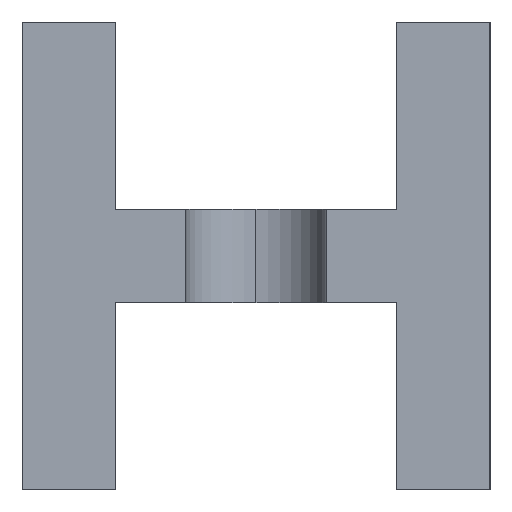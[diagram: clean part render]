
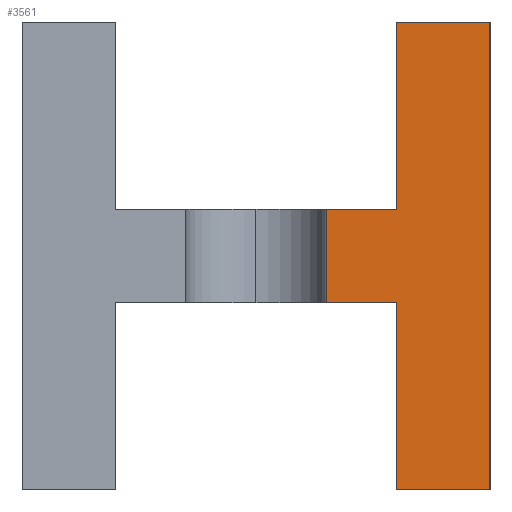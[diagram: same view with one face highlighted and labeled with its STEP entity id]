
A CAD part, left-side view. The second image highlights one B-rep face of the part: STEP entity #3561.
In plain terms, the highlighted planar face has unit normal (-1, 0, 0).
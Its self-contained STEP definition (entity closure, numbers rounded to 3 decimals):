
#50 = CARTESIAN_POINT ( 'NONE',  ( 0., 2., 4. ) ) ;
#141 = DIRECTION ( 'NONE',  ( 0., 0., 1. ) ) ;
#165 = CARTESIAN_POINT ( 'NONE',  ( 0., 2., 10. ) ) ;
#168 = VERTEX_POINT ( 'NONE', #1134 ) ;
#206 = ORIENTED_EDGE ( 'NONE', *, *, #1055, .F. ) ;
#249 = CARTESIAN_POINT ( 'NONE',  ( 0., 8., 4. ) ) ;
#262 = ORIENTED_EDGE ( 'NONE', *, *, #352, .F. ) ;
#277 = CARTESIAN_POINT ( 'NONE',  ( 0., 3.5, 4. ) ) ;
#320 = VERTEX_POINT ( 'NONE', #1698 ) ;
#352 = EDGE_CURVE ( 'NONE', #2677, #1030, #1121, .T. ) ;
#393 = CARTESIAN_POINT ( 'NONE',  ( 0., 0., 0. ) ) ;
#456 = VERTEX_POINT ( 'NONE', #2331 ) ;
#491 = EDGE_LOOP ( 'NONE', ( #262, #206, #3089, #2302, #2183, #2178, #2129, #2031 ) ) ;
#542 = DIRECTION ( 'NONE',  ( 0., -1., 0. ) ) ;
#615 = VERTEX_POINT ( 'NONE', #3117 ) ;
#730 = DIRECTION ( 'NONE',  ( 0., 0., 1. ) ) ;
#738 = VECTOR ( 'NONE', #2206, 1000. ) ;
#842 = LINE ( 'NONE', #1601, #738 ) ;
#854 = CARTESIAN_POINT ( 'NONE',  ( 0., 3.5, 6. ) ) ;
#973 = LINE ( 'NONE', #2566, #3416 ) ;
#1030 = VERTEX_POINT ( 'NONE', #854 ) ;
#1055 = EDGE_CURVE ( 'NONE', #615, #2677, #1993, .T. ) ;
#1064 = PLANE ( 'NONE',  #1856 ) ;
#1085 = VECTOR ( 'NONE', #1878, 1000. ) ;
#1121 = LINE ( 'NONE', #1835, #1085 ) ;
#1134 = CARTESIAN_POINT ( 'NONE',  ( 0., 0., 10. ) ) ;
#1194 = VECTOR ( 'NONE', #1267, 1000. ) ;
#1214 = EDGE_CURVE ( 'NONE', #456, #615, #1882, .T. ) ;
#1267 = DIRECTION ( 'NONE',  ( 0., 0., -1. ) ) ;
#1304 = LINE ( 'NONE', #165, #3531 ) ;
#1601 = CARTESIAN_POINT ( 'NONE',  ( 0., 2., 0. ) ) ;
#1698 = CARTESIAN_POINT ( 'NONE',  ( 0., 2., 10. ) ) ;
#1711 = DIRECTION ( 'NONE',  ( 0., 0., 1. ) ) ;
#1816 = EDGE_CURVE ( 'NONE', #320, #168, #2664, .T. ) ;
#1835 = CARTESIAN_POINT ( 'NONE',  ( 0., 3.5, 4. ) ) ;
#1856 = AXIS2_PLACEMENT_3D ( 'NONE', #3380, #2865, #730 ) ;
#1878 = DIRECTION ( 'NONE',  ( 0., 0., 1. ) ) ;
#1882 = LINE ( 'NONE', #50, #2982 ) ;
#1993 = LINE ( 'NONE', #249, #2963 ) ;
#2031 = ORIENTED_EDGE ( 'NONE', *, *, #2469, .F. ) ;
#2129 = ORIENTED_EDGE ( 'NONE', *, *, #3675, .F. ) ;
#2178 = ORIENTED_EDGE ( 'NONE', *, *, #1816, .F. ) ;
#2183 = ORIENTED_EDGE ( 'NONE', *, *, #3686, .F. ) ;
#2206 = DIRECTION ( 'NONE',  ( 0., 1., 0. ) ) ;
#2302 = ORIENTED_EDGE ( 'NONE', *, *, #3166, .F. ) ;
#2331 = CARTESIAN_POINT ( 'NONE',  ( 0., 2., 0. ) ) ;
#2445 = CARTESIAN_POINT ( 'NONE',  ( 0., 2., 6. ) ) ;
#2459 = FACE_OUTER_BOUND ( 'NONE', #491, .T. ) ;
#2469 = EDGE_CURVE ( 'NONE', #1030, #2911, #973, .T. ) ;
#2532 = CARTESIAN_POINT ( 'NONE',  ( 0., 0., 10. ) ) ;
#2566 = CARTESIAN_POINT ( 'NONE',  ( 0., 2., 6. ) ) ;
#2664 = LINE ( 'NONE', #2532, #2705 ) ;
#2677 = VERTEX_POINT ( 'NONE', #277 ) ;
#2705 = VECTOR ( 'NONE', #2790, 1000. ) ;
#2790 = DIRECTION ( 'NONE',  ( 0., -1., 0. ) ) ;
#2798 = LINE ( 'NONE', #3432, #1194 ) ;
#2865 = DIRECTION ( 'NONE',  ( -1., 0., 0. ) ) ;
#2911 = VERTEX_POINT ( 'NONE', #2445 ) ;
#2963 = VECTOR ( 'NONE', #3269, 1000. ) ;
#2982 = VECTOR ( 'NONE', #141, 1000. ) ;
#3089 = ORIENTED_EDGE ( 'NONE', *, *, #1214, .F. ) ;
#3117 = CARTESIAN_POINT ( 'NONE',  ( 0., 2., 4. ) ) ;
#3166 = EDGE_CURVE ( 'NONE', #3584, #456, #842, .T. ) ;
#3269 = DIRECTION ( 'NONE',  ( 0., 1., 0. ) ) ;
#3380 = CARTESIAN_POINT ( 'NONE',  ( 0., 0., 0. ) ) ;
#3416 = VECTOR ( 'NONE', #542, 1000. ) ;
#3432 = CARTESIAN_POINT ( 'NONE',  ( 0., 0., 0. ) ) ;
#3531 = VECTOR ( 'NONE', #1711, 1000. ) ;
#3561 = ADVANCED_FACE ( 'NONE', ( #2459 ), #1064, .T. ) ;
#3584 = VERTEX_POINT ( 'NONE', #393 ) ;
#3675 = EDGE_CURVE ( 'NONE', #2911, #320, #1304, .T. ) ;
#3686 = EDGE_CURVE ( 'NONE', #168, #3584, #2798, .T. ) ;
